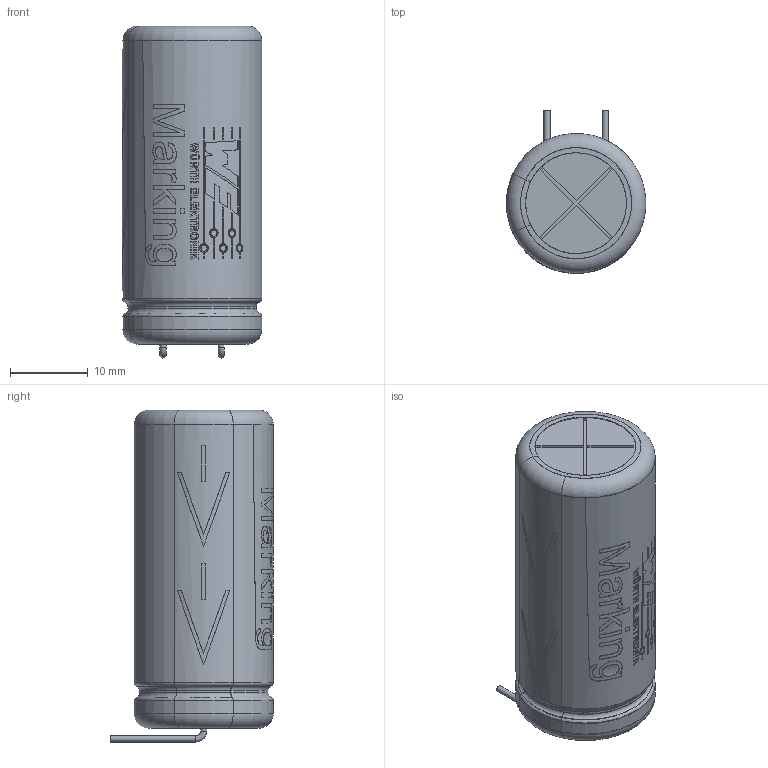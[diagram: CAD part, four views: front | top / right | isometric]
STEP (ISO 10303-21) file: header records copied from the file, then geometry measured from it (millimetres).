
FILE_DESCRIPTION(/* description */ (''),/* implementation_level */ '2;1');
FILE_NAME(/* name */ 'Download_STP_86001xx81xxx (rev1) v3.step',/* time_stamp */ '2022-08-03T22:17:38+08:00',/* author */ (''),/* organization */ (''),/* preprocessor_version */ 'ST-DEVELOPER v19',/* originating_system */ 'Autodesk Translation Framework v11.7.0.108',/* authorisation */ '');
FILE_SCHEMA (('AUTOMOTIVE_DESIGN { 1 0 10303 214 3 1 1 }'));
Length unit declared in the file: millimetre
Products named in the file (4): Download_STP_86001xx81xxx (rev1); Download_STP_86001xx81xxx (rev1)_1; 1; 2
Assembly tree (3 placements, depth 3):
  Download_STP_86001xx81xxx (rev1)
    Download_STP_86001xx81xxx (rev1)_1
      1
      2
Bounding box: 17.96 x 21 x 42.79 mm (x, y, z)
Volume: 10238.2 mm3; surface area: 8130 mm2
Topology: 2 solids, 3 shells, 531 faces, 1351 edges, 895 vertices
Faces by surface type: plane 278, bspline 136, cylinder 91, torus 26
Full cylindrical faces by diameter (mm): 0.8 x4, 2 x1, 2.5 x1, 4 x1, 4.5 x1, 10 x1, 10.5 x1, 12 x1, 12.5 x1, 13 x2, 14.334 x2, 16.402 x1, 16.422 x1, 17.78 x2, 17.8 x2
Entity records: 29384 total; most frequent: CARTESIAN_POINT 16495, ORIENTED_EDGE 2702, DIRECTION 2242, EDGE_CURVE 1351, VERTEX_POINT 895, AXIS2_PLACEMENT_3D 761, LINE 720, VECTOR 720
